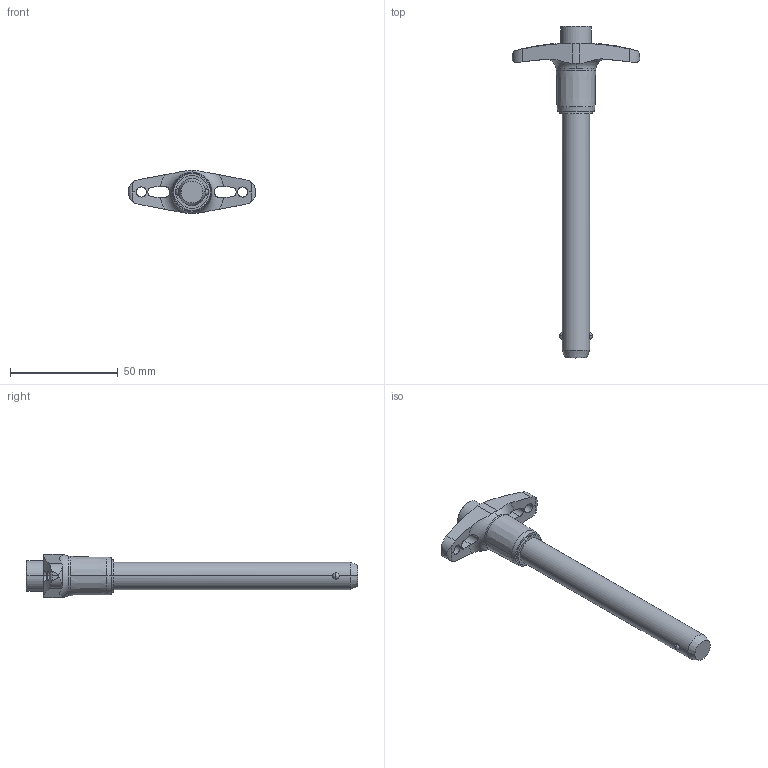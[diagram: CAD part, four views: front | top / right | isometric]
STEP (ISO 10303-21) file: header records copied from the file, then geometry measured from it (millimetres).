
FILE_DESCRIPTION(('STEP AP214'),'1');
FILE_NAME('EH_4211_F40.stp','2017-01-30T14:32:51',('TraceParts'),('TraceParts S.A.'),'Spatial InterOp 3D',' ',' ');
FILE_SCHEMA(('automotive_design'));
Length unit declared in the file: millimetre
Products named in the file (1): 1
Bounding box: 59.12 x 153.92 x 20.32 mm (x, y, z)
Volume: 27287.4 mm3; surface area: 9081.6 mm2
Topology: 1 solids, 1 shells, 70 faces, 196 edges, 126 vertices
Faces by surface type: cylinder 26, cone 18, plane 14, torus 8, sphere 4
Entity records: 4076 total; most frequent: CARTESIAN_POINT 1791, ORIENTED_EDGE 392, DIRECTION 322, EDGE_CURVE 196, AXIS2_PLACEMENT_3D 133, VERTEX_POINT 126, EDGE_LOOP 76, STYLED_ITEM 70
